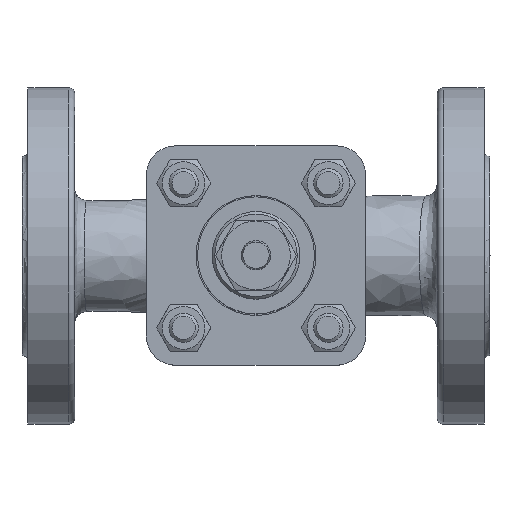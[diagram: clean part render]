
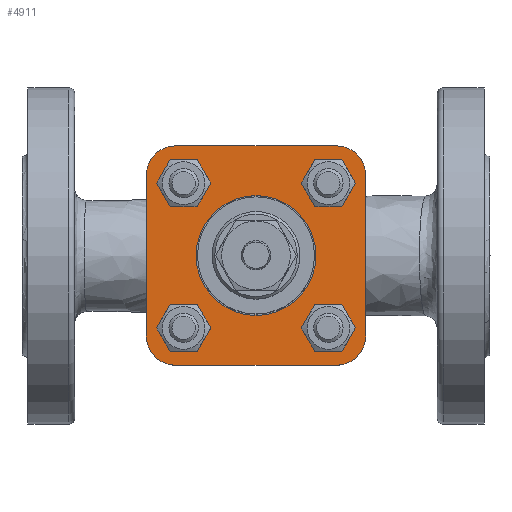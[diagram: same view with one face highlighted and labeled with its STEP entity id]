
A CAD part, top view. The second image highlights one B-rep face of the part: STEP entity #4911.
In plain terms, the highlighted planar face has unit normal (0, 0, 1).
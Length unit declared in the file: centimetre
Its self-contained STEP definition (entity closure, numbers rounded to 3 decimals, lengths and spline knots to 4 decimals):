
#184=LINE('',#6985,#455);
#185=LINE('',#6989,#456);
#186=LINE('',#6993,#457);
#187=LINE('',#6997,#458);
#455=VECTOR('',#5768,5.5);
#456=VECTOR('',#5771,5.5);
#457=VECTOR('',#5774,5.5);
#458=VECTOR('',#5777,5.5);
#746=PLANE('',#5261);
#925=FACE_BOUND('',#1586,.T.);
#926=FACE_BOUND('',#1587,.T.);
#927=FACE_BOUND('',#1588,.T.);
#928=FACE_BOUND('',#1589,.T.);
#929=FACE_BOUND('',#1590,.T.);
#1253=FACE_OUTER_BOUND('',#1585,.T.);
#1585=EDGE_LOOP('',(#3456,#3457,#3458,#3459,#3460,#3461,#3462,#3463));
#1586=EDGE_LOOP('',(#3464));
#1587=EDGE_LOOP('',(#3465));
#1588=EDGE_LOOP('',(#3466));
#1589=EDGE_LOOP('',(#3467));
#1590=EDGE_LOOP('',(#3468));
#1965=CIRCLE('',#5227,0.73);
#1968=CIRCLE('',#5240,0.73);
#1971=CIRCLE('',#5253,0.73);
#1972=CIRCLE('',#5262,1.);
#1973=CIRCLE('',#5263,1.);
#1974=CIRCLE('',#5264,1.);
#1975=CIRCLE('',#5265,1.);
#1976=CIRCLE('',#5266,2.05);
#1977=CIRCLE('',#5267,0.73);
#2146=VERTEX_POINT('',#6803);
#2161=VERTEX_POINT('',#6873);
#2176=VERTEX_POINT('',#6943);
#2183=VERTEX_POINT('',#6983);
#2184=VERTEX_POINT('',#6984);
#2185=VERTEX_POINT('',#6986);
#2186=VERTEX_POINT('',#6988);
#2187=VERTEX_POINT('',#6990);
#2188=VERTEX_POINT('',#6992);
#2189=VERTEX_POINT('',#6994);
#2190=VERTEX_POINT('',#6996);
#2191=VERTEX_POINT('',#6999);
#2192=VERTEX_POINT('',#7001);
#2630=EDGE_CURVE('',#2146,#2146,#1965,.T.);
#2651=EDGE_CURVE('',#2161,#2161,#1968,.T.);
#2672=EDGE_CURVE('',#2176,#2176,#1971,.T.);
#2685=EDGE_CURVE('',#2183,#2184,#184,.T.);
#2686=EDGE_CURVE('',#2183,#2185,#1972,.T.);
#2687=EDGE_CURVE('',#2186,#2185,#185,.T.);
#2688=EDGE_CURVE('',#2186,#2187,#1973,.T.);
#2689=EDGE_CURVE('',#2188,#2187,#186,.T.);
#2690=EDGE_CURVE('',#2188,#2189,#1974,.T.);
#2691=EDGE_CURVE('',#2190,#2189,#187,.T.);
#2692=EDGE_CURVE('',#2190,#2184,#1975,.T.);
#2693=EDGE_CURVE('',#2191,#2191,#1976,.T.);
#2694=EDGE_CURVE('',#2192,#2192,#1977,.T.);
#3456=ORIENTED_EDGE('',*,*,#2685,.F.);
#3457=ORIENTED_EDGE('',*,*,#2686,.T.);
#3458=ORIENTED_EDGE('',*,*,#2687,.F.);
#3459=ORIENTED_EDGE('',*,*,#2688,.T.);
#3460=ORIENTED_EDGE('',*,*,#2689,.F.);
#3461=ORIENTED_EDGE('',*,*,#2690,.T.);
#3462=ORIENTED_EDGE('',*,*,#2691,.F.);
#3463=ORIENTED_EDGE('',*,*,#2692,.T.);
#3464=ORIENTED_EDGE('',*,*,#2630,.T.);
#3465=ORIENTED_EDGE('',*,*,#2651,.T.);
#3466=ORIENTED_EDGE('',*,*,#2672,.T.);
#3467=ORIENTED_EDGE('',*,*,#2693,.T.);
#3468=ORIENTED_EDGE('',*,*,#2694,.T.);
#4911=ADVANCED_FACE('',(#1253,#925,#926,#927,#928,#929),#746,.F.);
#5227=AXIS2_PLACEMENT_3D('',#6804,#5680,#5681);
#5240=AXIS2_PLACEMENT_3D('',#6874,#5712,#5713);
#5253=AXIS2_PLACEMENT_3D('',#6944,#5744,#5745);
#5261=AXIS2_PLACEMENT_3D('',#6982,#5766,#5767);
#5262=AXIS2_PLACEMENT_3D('',#6987,#5769,#5770);
#5263=AXIS2_PLACEMENT_3D('',#6991,#5772,#5773);
#5264=AXIS2_PLACEMENT_3D('',#6995,#5775,#5776);
#5265=AXIS2_PLACEMENT_3D('',#6998,#5778,#5779);
#5266=AXIS2_PLACEMENT_3D('',#7000,#5780,#5781);
#5267=AXIS2_PLACEMENT_3D('',#7002,#5782,#5783);
#5680=DIRECTION('center_axis',(0.,0.,
-1.));
#5681=DIRECTION('ref_axis',(-1.,0.,0.));
#5712=DIRECTION('center_axis',(0.,0.,
-1.));
#5713=DIRECTION('ref_axis',(-1.,0.,0.));
#5744=DIRECTION('center_axis',(0.,0.,
-1.));
#5745=DIRECTION('ref_axis',(-1.,0.,0.));
#5766=DIRECTION('center_axis',(0.,0.,
-1.));
#5767=DIRECTION('ref_axis',(1.,0.,0.));
#5768=DIRECTION('',(1.,0.,0.));
#5769=DIRECTION('center_axis',(0.,0.,
1.));
#5770=DIRECTION('ref_axis',(1.,0.,0.));
#5771=DIRECTION('',(0.,1.,0.));
#5772=DIRECTION('center_axis',(0.,0.,
1.));
#5773=DIRECTION('ref_axis',(1.,0.,0.));
#5774=DIRECTION('',(-1.,0.,0.));
#5775=DIRECTION('center_axis',(0.,0.,
1.));
#5776=DIRECTION('ref_axis',(1.,0.,0.));
#5777=DIRECTION('',(0.,-1.,0.));
#5778=DIRECTION('center_axis',(0.,0.,
1.));
#5779=DIRECTION('ref_axis',(1.,0.,0.));
#5780=DIRECTION('center_axis',(0.,0.,
-1.));
#5781=DIRECTION('ref_axis',(1.,0.,0.));
#5782=DIRECTION('center_axis',(0.,0.,
-1.));
#5783=DIRECTION('ref_axis',(-1.,0.,0.));
#6803=CARTESIAN_POINT('',(-3.2049,-2.4749,1.65));
#6804=CARTESIAN_POINT('Origin',(-2.4749,-2.4749,1.65));
#6873=CARTESIAN_POINT('',(-3.2049,2.4749,1.65));
#6874=CARTESIAN_POINT('Origin',(-2.4749,2.4749,1.65));
#6943=CARTESIAN_POINT('',(1.7449,2.4749,1.65));
#6944=CARTESIAN_POINT('Origin',(2.4749,2.4749,1.65));
#6982=CARTESIAN_POINT('Origin',(-3.75,3.75,1.65));
#6983=CARTESIAN_POINT('',(-2.75,3.75,1.65));
#6984=CARTESIAN_POINT('',(2.75,3.75,1.65));
#6985=CARTESIAN_POINT('',(-3.75,3.75,1.65));
#6986=CARTESIAN_POINT('',(-3.75,2.75,1.65));
#6987=CARTESIAN_POINT('Origin',(-2.75,2.75,1.65));
#6988=CARTESIAN_POINT('',(-3.75,-2.75,1.65));
#6989=CARTESIAN_POINT('',(-3.75,-3.75,1.65));
#6990=CARTESIAN_POINT('',(-2.75,-3.75,1.65));
#6991=CARTESIAN_POINT('Origin',(-2.75,-2.75,1.65));
#6992=CARTESIAN_POINT('',(2.75,-3.75,1.65));
#6993=CARTESIAN_POINT('',(-3.75,-3.75,1.65));
#6994=CARTESIAN_POINT('',(3.75,-2.75,1.65));
#6995=CARTESIAN_POINT('Origin',(2.75,-2.75,1.65));
#6996=CARTESIAN_POINT('',(3.75,2.75,1.65));
#6997=CARTESIAN_POINT('',(3.75,-3.75,1.65));
#6998=CARTESIAN_POINT('Origin',(2.75,2.75,1.65));
#6999=CARTESIAN_POINT('',(-2.05,0.,1.65));
#7000=CARTESIAN_POINT('Origin',(0.,0.,
1.65));
#7001=CARTESIAN_POINT('',(1.7449,-2.4749,1.65));
#7002=CARTESIAN_POINT('Origin',(2.4749,-2.4749,1.65));
